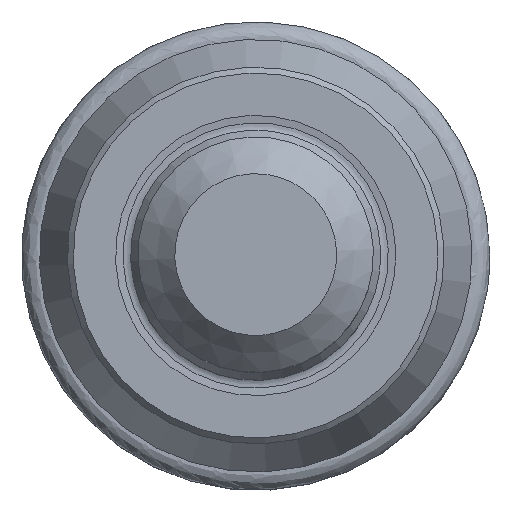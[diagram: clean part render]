
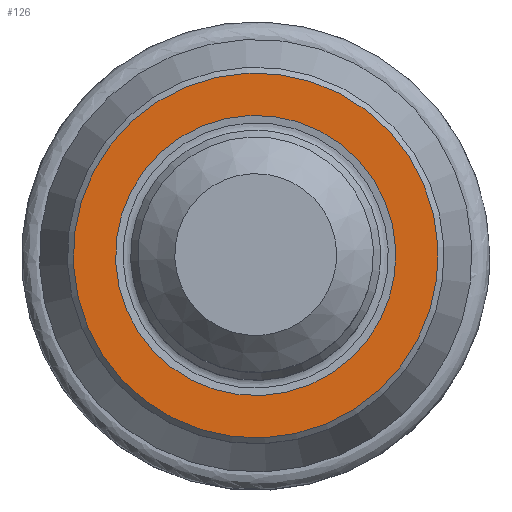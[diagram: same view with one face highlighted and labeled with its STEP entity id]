
A CAD part, top view. The second image highlights one B-rep face of the part: STEP entity #126.
In plain terms, the highlighted planar face has unit normal (0, 0, 1).
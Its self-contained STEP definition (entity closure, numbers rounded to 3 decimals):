
#102=PLANE('',#563);
#126=ADVANCED_FACE('',(#189,#190),#102,.F.);
#189=FACE_BOUND('',#270,.T.);
#190=FACE_BOUND('',#271,.T.);
#270=EDGE_LOOP('',(#352));
#271=EDGE_LOOP('',(#353));
#352=ORIENTED_EDGE('',*,*,#465,.T.);
#353=ORIENTED_EDGE('',*,*,#466,.T.);
#424=VERTEX_POINT('',#807);
#425=VERTEX_POINT('',#809);
#465=EDGE_CURVE('',#424,#424,#506,.T.);
#466=EDGE_CURVE('',#425,#425,#507,.T.);
#506=CIRCLE('',#561,6.2);
#507=CIRCLE('',#562,4.762);
#561=AXIS2_PLACEMENT_3D('',#806,#656,#657);
#562=AXIS2_PLACEMENT_3D('',#808,#658,#659);
#563=AXIS2_PLACEMENT_3D('',#810,#660,#661);
#656=DIRECTION('',(0.,0.,1.));
#657=DIRECTION('',(0.221,-0.975,0.));
#658=DIRECTION('',(0.,0.,-1.));
#659=DIRECTION('',(0.221,-0.975,0.));
#660=DIRECTION('',(0.,0.,-1.));
#661=DIRECTION('',(0.221,-0.975,0.));
#806=CARTESIAN_POINT('',(0.,0.,0.));
#807=CARTESIAN_POINT('',(1.368,-6.047,0.));
#808=CARTESIAN_POINT('',(0.,0.,0.));
#809=CARTESIAN_POINT('',(1.05,-4.644,0.));
#810=CARTESIAN_POINT('',(1.05,-4.644,0.));
